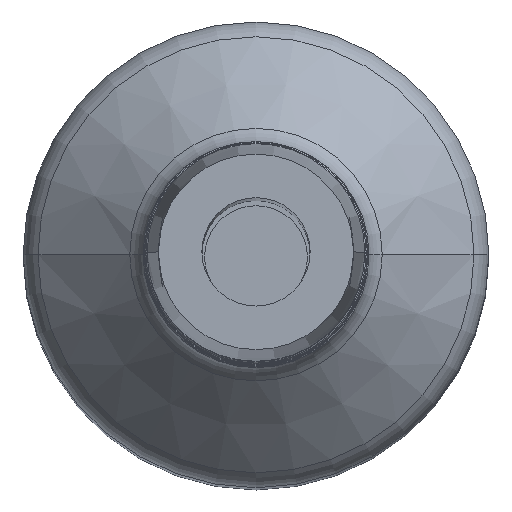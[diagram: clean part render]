
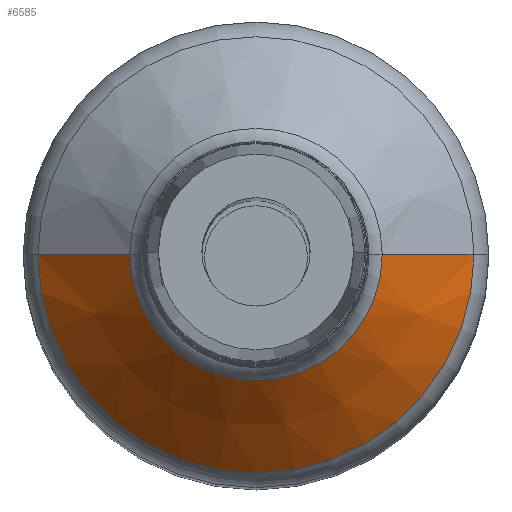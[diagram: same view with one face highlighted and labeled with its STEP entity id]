
A CAD part, top view. The second image highlights one B-rep face of the part: STEP entity #6585.
In plain terms, the highlighted conical face has half-angle 45 degrees and reference radius 1.7 mm.
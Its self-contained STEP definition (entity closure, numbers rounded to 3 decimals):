
#1773=CARTESIAN_POINT('',(13.346,0.,0.));
#1774=DIRECTION('',(-1.,0.,0.));
#1775=DIRECTION('',(0.,1.,0.));
#1776=AXIS2_PLACEMENT_3D('',#1773,#1774,#1775);
#1778=DIRECTION('',(-0.707,-0.707,0.));
#1779=VECTOR('',#1778,1.283);
#1780=CARTESIAN_POINT('',(14.254,-1.246,
0.));
#1781=LINE('',#1780,#1779);
#1782=CARTESIAN_POINT('',(14.254,0.,0.));
#1783=DIRECTION('',(1.,0.,0.));
#1784=DIRECTION('',(0.,-1.,0.));
#1785=AXIS2_PLACEMENT_3D('',#1782,#1783,#1784);
#1787=DIRECTION('',(-0.707,0.707,0.));
#1788=VECTOR('',#1787,1.283);
#1789=CARTESIAN_POINT('',(14.254,1.246,
0.));
#1790=LINE('',#1789,#1788);
#5493=CARTESIAN_POINT('',(14.254,-1.246,0.));
#5494=CARTESIAN_POINT('',(14.254,1.246,0.));
#5495=VERTEX_POINT('',#5493);
#5496=VERTEX_POINT('',#5494);
#5501=CARTESIAN_POINT('',(13.346,-2.154,0.));
#5502=CARTESIAN_POINT('',(13.346,2.154,0.));
#5503=VERTEX_POINT('',#5501);
#5504=VERTEX_POINT('',#5502);
#6571=CARTESIAN_POINT('',(13.8,0.,0.));
#6572=DIRECTION('',(-1.,0.,0.));
#6573=DIRECTION('',(0.,1.,0.));
#6574=AXIS2_PLACEMENT_3D('',#6571,#6572,#6573);
#6575=CONICAL_SURFACE('',#6574,1.7,45.);
#6576=ORIENTED_EDGE('',*,*,#6565,.T.);
#6578=ORIENTED_EDGE('',*,*,#6577,.F.);
#6580=ORIENTED_EDGE('',*,*,#6579,.T.);
#6582=ORIENTED_EDGE('',*,*,#6581,.T.);
#6583=EDGE_LOOP('',(#6576,#6578,#6580,#6582));
#6584=FACE_OUTER_BOUND('',#6583,.F.);
#6585=ADVANCED_FACE('',(#6584),#6575,.T.);
#1777=CIRCLE('',#1776,2.154);
#1786=CIRCLE('',#1785,1.246);
#6565=EDGE_CURVE('',#5504,#5503,#1777,.T.);
#6577=EDGE_CURVE('',#5495,#5503,#1781,.T.);
#6579=EDGE_CURVE('',#5495,#5496,#1786,.T.);
#6581=EDGE_CURVE('',#5496,#5504,#1790,.T.);
